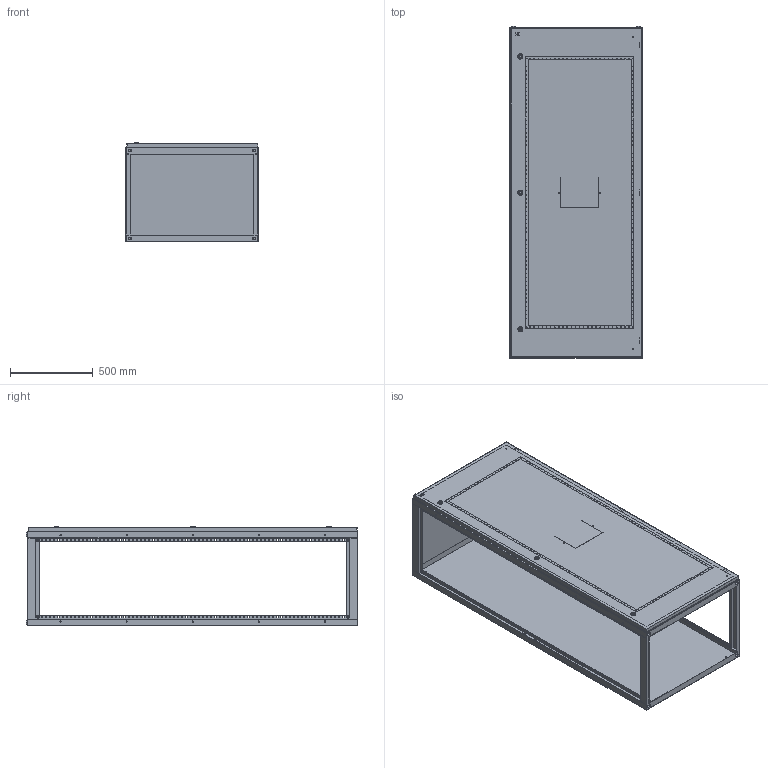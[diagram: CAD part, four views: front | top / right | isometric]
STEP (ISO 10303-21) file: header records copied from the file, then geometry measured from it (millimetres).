
FILE_DESCRIPTION (( 'STEP AP214' ), '1' );
FILE_NAME ('ÂÐÓ ñáîðíûé êîðïóñ 2000õ800õ600 IP31 SMART.STEP', '2016-10-28T07:21:02', ( 'user' ), ( '' ), 'SwSTEP 2.0', 'SolidWorks 2014', '' );
FILE_SCHEMA (( 'AUTOMOTIVE_DESIGN' ));
Length unit declared in the file: millimetre
Products named in the file (3): Äâåðü äëÿ ÂÐÓ-1 2000õ800 IP31; Êàðêàñ ÂÐÓ 2000õ800õ600; ÂÐÓ ñáîðíûé êîðïóñ 2000õ800õ600 IP31 SMART
Assembly tree (2 placements, depth 2):
  ÂÐÓ ñáîðíûé êîðïóñ 2000õ800õ600 IP31 SMART
    Êàðêàñ ÂÐÓ 2000õ800õ600
    Äâåðü äëÿ ÂÐÓ-1 2000õ800 IP31
Bounding box: 800 x 2008 x 600.5 mm (x, y, z)
Volume: 8175717.7 mm3; surface area: 10114175.6 mm2
Topology: 36 solids, 40 shells, 3484 faces, 9023 edges, 5796 vertices
Faces by surface type: plane 2342, cylinder 798, cone 194, sphere 56, bspline 56, torus 38
Entity records: 109415 total; most frequent: CARTESIAN_POINT 21604, ORIENTED_EDGE 17918, DIRECTION 17113, EDGE_CURVE 8959, LINE 6567, VECTOR 6567, VERTEX_POINT 5796, AXIS2_PLACEMENT_3D 5273
